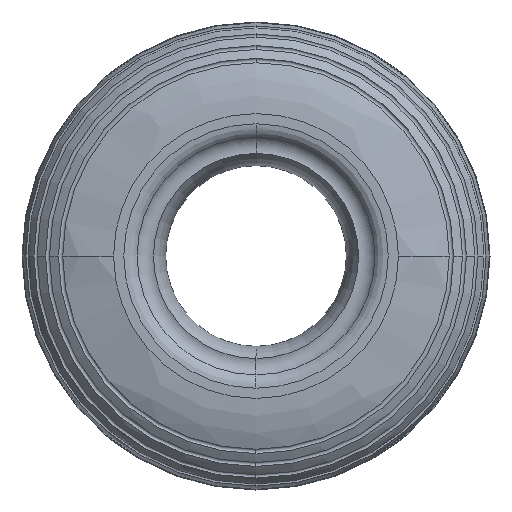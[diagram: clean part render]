
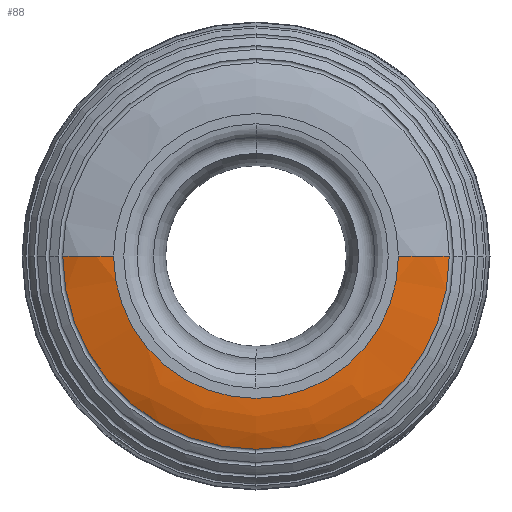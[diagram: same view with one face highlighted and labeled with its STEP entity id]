
A CAD part, left-side view. The second image highlights one B-rep face of the part: STEP entity #88.
In plain terms, the highlighted free-form (B-spline) face has degree [3, 3] with [4, 4] control points.
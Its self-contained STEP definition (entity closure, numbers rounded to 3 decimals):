
#47 = CARTESIAN_POINT ( 'NONE',  ( -32.5, -78.956, -157.912 ) ) ;
#88 = ADVANCED_FACE ( 'NONE', ( #3296 ), #3038, .F. ) ;
#140 = CARTESIAN_POINT ( 'NONE',  ( -32.5, 70., 0. ) ) ;
#218 = DIRECTION ( 'NONE',  ( 0., 0., 1. ) ) ;
#252 = AXIS2_PLACEMENT_3D ( 'NONE', #3216, #1594, #218 ) ;
#335 = CARTESIAN_POINT ( 'NONE',  ( -27.034, 94.977, -189.954 ) ) ;
#370 = CIRCLE ( 'NONE', #252, 94.977 ) ;
#371 = EDGE_CURVE ( 'NONE', #1902, #622, #370, .T. ) ;
#372 = CARTESIAN_POINT ( 'NONE',  ( -32.5, 70., 0. ) ) ;
#422 = CARTESIAN_POINT ( 'NONE',  ( -27.034, 94.977, 0. ) ) ;
#424 = CIRCLE ( 'NONE', #944, 94.977 ) ;
#476 = CARTESIAN_POINT ( 'NONE',  ( -32.5, -70., 0. ) ) ;
#542 = CIRCLE ( 'NONE', #3106, 70. ) ;
#587 = EDGE_CURVE ( 'NONE', #1569, #2137, #542, .T. ) ;
#622 = VERTEX_POINT ( 'NONE', #694 ) ;
#694 = CARTESIAN_POINT ( 'NONE',  ( -27.034, 94.977, 0. ) ) ;
#789 = EDGE_CURVE ( 'NONE', #1032, #2137, #3290, .T. ) ;
#790 = CARTESIAN_POINT ( 'NONE',  ( -32.5, -78.956, 0. ) ) ;
#806 = CARTESIAN_POINT ( 'NONE',  ( -32.5, 70., -140. ) ) ;
#813 = EDGE_LOOP ( 'NONE', ( #1523, #2594, #2854, #2558, #2945 ) ) ;
#944 = AXIS2_PLACEMENT_3D ( 'NONE', #2922, #1546, #2902 ) ;
#1014 = EDGE_CURVE ( 'NONE', #1032, #1902, #424, .T. ) ;
#1016 = CARTESIAN_POINT ( 'NONE',  ( -27.034, -94.977, 0. ) ) ;
#1020 = DIRECTION ( 'NONE',  ( -1., 0., 0. ) ) ;
#1032 = VERTEX_POINT ( 'NONE', #1016 ) ;
#1154 = CARTESIAN_POINT ( 'NONE',  ( -27.034, -94.977, 0. ) ) ;
#1275 = EDGE_CURVE ( 'NONE', #622, #1569, #1669, .T. ) ;
#1381 = CARTESIAN_POINT ( 'NONE',  ( -32.5, -70., -140. ) ) ;
#1401 = CARTESIAN_POINT ( 'NONE',  ( -27.034, -94.977, -189.954 ) ) ;
#1419 = CARTESIAN_POINT ( 'NONE',  ( -32.5, 78.956, -157.912 ) ) ;
#1462 = CARTESIAN_POINT ( 'NONE',  ( -30.624, 87.527, 0. ) ) ;
#1523 = ORIENTED_EDGE ( 'NONE', *, *, #1014, .F. ) ;
#1546 = DIRECTION ( 'NONE',  ( 1., 0., 0. ) ) ;
#1569 = VERTEX_POINT ( 'NONE', #372 ) ;
#1594 = DIRECTION ( 'NONE',  ( 1., 0., 0. ) ) ;
#1648 = CARTESIAN_POINT ( 'NONE',  ( -32.5, -78.956, 0. ) ) ;
#1669 =( BOUNDED_CURVE ( )  B_SPLINE_CURVE ( 3, ( #422, #1462, #2551, #140 ),
 .UNSPECIFIED., .F., .F. ) 
 B_SPLINE_CURVE_WITH_KNOTS ( ( 4, 4 ),
 ( 0.982, 1.571 ),
 .UNSPECIFIED. ) 
 CURVE ( )  GEOMETRIC_REPRESENTATION_ITEM ( )  RATIONAL_B_SPLINE_CURVE ( ( 1., 0.971, 0.971, 1. ) ) 
 REPRESENTATION_ITEM ( '' )  );
#1818 = DIRECTION ( 'NONE',  ( 0., 0., 1. ) ) ;
#1868 = CARTESIAN_POINT ( 'NONE',  ( -30.624, -87.527, 0. ) ) ;
#1902 = VERTEX_POINT ( 'NONE', #2844 ) ;
#1937 = CARTESIAN_POINT ( 'NONE',  ( -30.624, -87.527, -175.054 ) ) ;
#2112 = CARTESIAN_POINT ( 'NONE',  ( -27.034, -94.977, 0. ) ) ;
#2137 = VERTEX_POINT ( 'NONE', #3034 ) ;
#2161 = CARTESIAN_POINT ( 'NONE',  ( -32.5, 78.956, 0. ) ) ;
#2182 = CARTESIAN_POINT ( 'NONE',  ( -30.624, 87.527, 0. ) ) ;
#2468 = CARTESIAN_POINT ( 'NONE',  ( -32.5, -70., 0. ) ) ;
#2551 = CARTESIAN_POINT ( 'NONE',  ( -32.5, 78.956, 0. ) ) ;
#2558 = ORIENTED_EDGE ( 'NONE', *, *, #1275, .F. ) ;
#2594 = ORIENTED_EDGE ( 'NONE', *, *, #789, .T. ) ;
#2740 = CARTESIAN_POINT ( 'NONE',  ( -30.624, 87.527, -175.054 ) ) ;
#2844 = CARTESIAN_POINT ( 'NONE',  ( -27.034, 0., -94.977 ) ) ;
#2854 = ORIENTED_EDGE ( 'NONE', *, *, #587, .F. ) ;
#2890 = CARTESIAN_POINT ( 'NONE',  ( -32.5, 0., 0. ) ) ;
#2902 = DIRECTION ( 'NONE',  ( 0., 0., 1. ) ) ;
#2922 = CARTESIAN_POINT ( 'NONE',  ( -27.034, 0., 0. ) ) ;
#2945 = ORIENTED_EDGE ( 'NONE', *, *, #371, .F. ) ;
#3009 = CARTESIAN_POINT ( 'NONE',  ( -30.624, -87.527, 0. ) ) ;
#3034 = CARTESIAN_POINT ( 'NONE',  ( -32.5, -70., 0. ) ) ;
#3038 =( BOUNDED_SURFACE ( )  B_SPLINE_SURFACE ( 3, 3, ( 
 ( #3047, #335, #1401, #1154 ),
 ( #2182, #2740, #1937, #3009 ),
 ( #2161, #1419, #47, #1648 ),
 ( #3256, #806, #1381, #2468 ) ),
 .UNSPECIFIED., .F., .F., .F. ) 
 B_SPLINE_SURFACE_WITH_KNOTS ( ( 4, 4 ),
 ( 4, 4 ),
 ( 0., 1. ),
 ( 0., 1. ),
 .UNSPECIFIED. ) 
 GEOMETRIC_REPRESENTATION_ITEM ( )  RATIONAL_B_SPLINE_SURFACE ( (
 ( 1., 0.333, 0.333, 1.),
 ( 0.971, 0.324, 0.324, 0.971),
 ( 0.971, 0.324, 0.324, 0.971),
 ( 1., 0.333, 0.333, 1.) ) ) 
 REPRESENTATION_ITEM ( '' )  SURFACE ( )  );
#3047 = CARTESIAN_POINT ( 'NONE',  ( -27.034, 94.977, 0. ) ) ;
#3106 = AXIS2_PLACEMENT_3D ( 'NONE', #2890, #1020, #1818 ) ;
#3216 = CARTESIAN_POINT ( 'NONE',  ( -27.034, 0., 0. ) ) ;
#3256 = CARTESIAN_POINT ( 'NONE',  ( -32.5, 70., 0. ) ) ;
#3290 =( BOUNDED_CURVE ( )  B_SPLINE_CURVE ( 3, ( #2112, #1868, #790, #476 ),
 .UNSPECIFIED., .F., .F. ) 
 B_SPLINE_CURVE_WITH_KNOTS ( ( 4, 4 ),
 ( 0.982, 1.571 ),
 .UNSPECIFIED. ) 
 CURVE ( )  GEOMETRIC_REPRESENTATION_ITEM ( )  RATIONAL_B_SPLINE_CURVE ( ( 1., 0.971, 0.971, 1. ) ) 
 REPRESENTATION_ITEM ( '' )  );
#3296 = FACE_OUTER_BOUND ( 'NONE', #813, .T. ) ;
